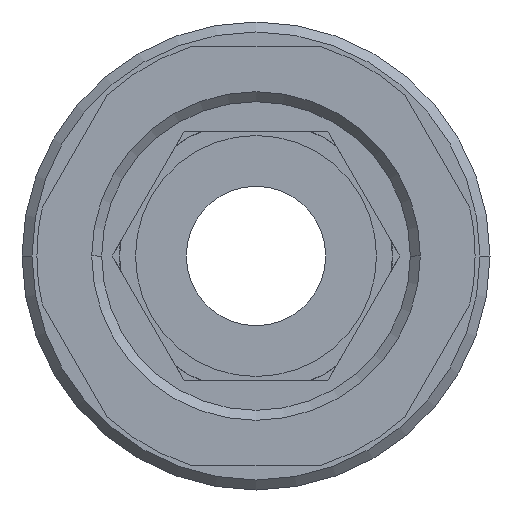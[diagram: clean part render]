
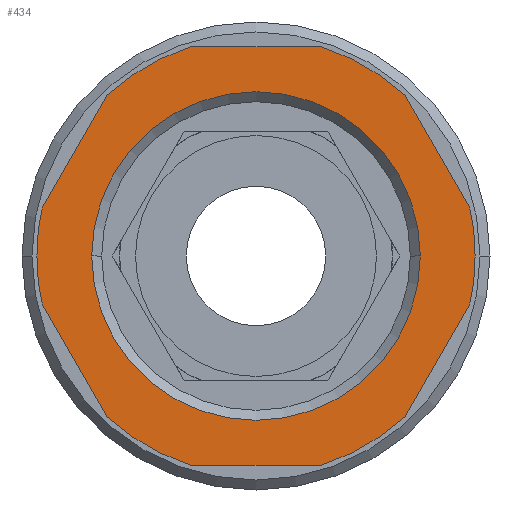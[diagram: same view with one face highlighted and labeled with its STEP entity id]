
A CAD part, front view. The second image highlights one B-rep face of the part: STEP entity #434.
In plain terms, the highlighted planar face has unit normal (0, -1, 0).
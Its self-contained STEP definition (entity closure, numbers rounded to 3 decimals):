
#434=ADVANCED_FACE('',(#909,#910),#911,.T.);
#909=FACE_BOUND('',#1410,.T.);
#910=FACE_OUTER_BOUND('',#1411,.T.);
#911=PLANE('',#1412);
#1410=EDGE_LOOP('',(#2543,#2544));
#1411=EDGE_LOOP('',(#2545,#2546,#2547,#2548,#2549,#2550,#2551,#2552,#2553,#2554,#2555,#2556,#2557,#2558));
#1412=AXIS2_PLACEMENT_3D('',#2559,#2560,#2561);
#2543=ORIENTED_EDGE('',*,*,#3009,.T.);
#2544=ORIENTED_EDGE('',*,*,#3117,.T.);
#2545=ORIENTED_EDGE('',*,*,#3000,.T.);
#2546=ORIENTED_EDGE('',*,*,#3268,.F.);
#2547=ORIENTED_EDGE('',*,*,#3014,.T.);
#2548=ORIENTED_EDGE('',*,*,#3269,.F.);
#2549=ORIENTED_EDGE('',*,*,#2961,.T.);
#2550=ORIENTED_EDGE('',*,*,#3157,.F.);
#2551=ORIENTED_EDGE('',*,*,#2958,.F.);
#2552=ORIENTED_EDGE('',*,*,#3230,.T.);
#2553=ORIENTED_EDGE('',*,*,#3190,.F.);
#2554=ORIENTED_EDGE('',*,*,#3270,.T.);
#2555=ORIENTED_EDGE('',*,*,#3271,.F.);
#2556=ORIENTED_EDGE('',*,*,#3264,.T.);
#2557=ORIENTED_EDGE('',*,*,#2830,.F.);
#2558=ORIENTED_EDGE('',*,*,#3137,.F.);
#2559=CARTESIAN_POINT('',(5.5,0.0,0.0));
#2560=DIRECTION('',(-0.0,-1.0,-0.0));
#2561=DIRECTION('',(-1.0,0.0,0.0));
#2830=EDGE_CURVE('',#3334,#3336,#3337,.T.);
#2958=EDGE_CURVE('',#3555,#3553,#3557,.T.);
#2961=EDGE_CURVE('',#3561,#3559,#3562,.T.);
#3000=EDGE_CURVE('',#3622,#3620,#3623,.T.);
#3009=EDGE_CURVE('',#3633,#3631,#3634,.T.);
#3014=EDGE_CURVE('',#3640,#3638,#3641,.T.);
#3117=EDGE_CURVE('',#3631,#3633,#3789,.T.);
#3137=EDGE_CURVE('',#3622,#3334,#3815,.T.);
#3157=EDGE_CURVE('',#3553,#3559,#3838,.T.);
#3190=EDGE_CURVE('',#3877,#3875,#3879,.T.);
#3230=EDGE_CURVE('',#3555,#3875,#3924,.T.);
#3264=EDGE_CURVE('',#3958,#3336,#3959,.T.);
#3268=EDGE_CURVE('',#3640,#3620,#3963,.T.);
#3269=EDGE_CURVE('',#3561,#3638,#3964,.T.);
#3270=EDGE_CURVE('',#3877,#3965,#3966,.T.);
#3271=EDGE_CURVE('',#3958,#3965,#3967,.T.);
#3334=VERTEX_POINT('',#4034);
#3336=VERTEX_POINT('',#4037);
#3337=CIRCLE('',#4038,11.0);
#3553=VERTEX_POINT('',#4319);
#3555=VERTEX_POINT('',#4322);
#3557=CIRCLE('',#4325,11.0);
#3559=VERTEX_POINT('',#4327);
#3561=VERTEX_POINT('',#4330);
#3562=LINE('',#4331,#4332);
#3620=VERTEX_POINT('',#4498);
#3622=VERTEX_POINT('',#4501);
#3623=LINE('',#4502,#4503);
#3631=VERTEX_POINT('',#4514);
#3633=VERTEX_POINT('',#4517);
#3634=CIRCLE('',#4518,8.25);
#3638=VERTEX_POINT('',#4523);
#3640=VERTEX_POINT('',#4526);
#3641=LINE('',#4527,#4528);
#3789=CIRCLE('',#4724,8.25);
#3815=CIRCLE('',#4822,11.0);
#3838=CIRCLE('',#4850,11.0);
#3875=VERTEX_POINT('',#4939);
#3877=VERTEX_POINT('',#4942);
#3879=CIRCLE('',#4945,11.0);
#3924=LINE('',#5000,#5001);
#3958=VERTEX_POINT('',#5048);
#3959=LINE('',#5049,#5050);
#3963=CIRCLE('',#5055,11.0);
#3964=CIRCLE('',#5056,11.0);
#3965=VERTEX_POINT('',#5057);
#3966=LINE('',#5058,#5059);
#3967=CIRCLE('',#5060,11.0);
#4034=CARTESIAN_POINT('',(-11.0,0.0,0.));
#4037=CARTESIAN_POINT('',(-10.733,0.0,2.411));
#4038=AXIS2_PLACEMENT_3D('',#5137,#5138,#5139);
#4319=CARTESIAN_POINT('',(11.0,0.0,0.));
#4322=CARTESIAN_POINT('',(10.733,0.0,2.411));
#4325=AXIS2_PLACEMENT_3D('',#5353,#5354,#5355);
#4327=CARTESIAN_POINT('',(10.733,0.0,-2.411));
#4330=CARTESIAN_POINT('',(7.454,0.0,-8.089));
#4331=CARTESIAN_POINT('',(9.781,0.0,-4.059));
#4332=VECTOR('',#5357,1.0);
#4498=CARTESIAN_POINT('',(-7.454,0.0,-8.089));
#4501=CARTESIAN_POINT('',(-10.733,0.0,-2.411));
#4502=CARTESIAN_POINT('',(-8.406,0.0,-6.441));
#4503=VECTOR('',#5398,1.0);
#4514=CARTESIAN_POINT('',(8.25,0.0,0.));
#4517=CARTESIAN_POINT('',(-8.25,0.0,0.));
#4518=AXIS2_PLACEMENT_3D('',#5409,#5410,#5411);
#4523=CARTESIAN_POINT('',(3.279,0.0,-10.5));
#4526=CARTESIAN_POINT('',(-3.279,0.0,-10.5));
#4527=CARTESIAN_POINT('',(2.75,0.0,-10.5));
#4528=VECTOR('',#5417,1.0);
#4724=AXIS2_PLACEMENT_3D('',#5582,#5583,#5584);
#4822=AXIS2_PLACEMENT_3D('',#5594,#5595,#5596);
#4850=AXIS2_PLACEMENT_3D('',#5620,#5621,#5622);
#4939=CARTESIAN_POINT('',(7.454,0.0,8.089));
#4942=CARTESIAN_POINT('',(3.279,0.0,10.5));
#4945=AXIS2_PLACEMENT_3D('',#5651,#5652,#5653);
#5000=CARTESIAN_POINT('',(9.781,0.0,4.059));
#5001=VECTOR('',#5709,1.0);
#5048=CARTESIAN_POINT('',(-7.454,0.0,8.089));
#5049=CARTESIAN_POINT('',(-8.406,0.0,6.441));
#5050=VECTOR('',#5732,1.0);
#5055=AXIS2_PLACEMENT_3D('',#5734,#5735,#5736);
#5056=AXIS2_PLACEMENT_3D('',#5737,#5738,#5739);
#5057=CARTESIAN_POINT('',(-3.279,0.0,10.5));
#5058=CARTESIAN_POINT('',(2.75,0.0,10.5));
#5059=VECTOR('',#5740,1.0);
#5060=AXIS2_PLACEMENT_3D('',#5741,#5742,#5743);
#5137=CARTESIAN_POINT('',(0.0,0.0,0.0));
#5138=DIRECTION('',(-0.0,1.0,0.0));
#5139=DIRECTION('',(1.0,0.0,0.0));
#5353=CARTESIAN_POINT('',(0.0,0.0,0.0));
#5354=DIRECTION('',(-0.0,1.0,0.0));
#5355=DIRECTION('',(1.0,0.0,0.0));
#5357=DIRECTION('',(0.5,-0.0,0.866));
#5398=DIRECTION('',(0.5,0.0,-0.866));
#5409=CARTESIAN_POINT('',(0.0,0.0,0.0));
#5410=DIRECTION('',(-0.0,1.0,0.0));
#5411=DIRECTION('',(1.0,0.0,0.0));
#5417=DIRECTION('',(1.0,-0.0,0.0));
#5582=CARTESIAN_POINT('',(0.0,0.0,0.0));
#5583=DIRECTION('',(-0.0,1.0,0.0));
#5584=DIRECTION('',(1.0,0.0,0.0));
#5594=CARTESIAN_POINT('',(0.0,0.0,0.0));
#5595=DIRECTION('',(-0.0,1.0,0.0));
#5596=DIRECTION('',(1.0,0.0,0.0));
#5620=CARTESIAN_POINT('',(0.0,0.0,0.0));
#5621=DIRECTION('',(-0.0,1.0,0.0));
#5622=DIRECTION('',(1.0,0.0,0.0));
#5651=CARTESIAN_POINT('',(0.0,0.0,0.0));
#5652=DIRECTION('',(-0.0,1.0,0.0));
#5653=DIRECTION('',(1.0,0.0,0.0));
#5709=DIRECTION('',(-0.5,0.0,0.866));
#5732=DIRECTION('',(-0.5,0.0,-0.866));
#5734=CARTESIAN_POINT('',(0.0,0.0,0.0));
#5735=DIRECTION('',(-0.0,1.0,0.0));
#5736=DIRECTION('',(1.0,0.0,0.0));
#5737=CARTESIAN_POINT('',(0.0,0.0,0.0));
#5738=DIRECTION('',(-0.0,1.0,0.0));
#5739=DIRECTION('',(1.0,0.0,0.0));
#5740=DIRECTION('',(-1.0,0.0,0.));
#5741=CARTESIAN_POINT('',(0.0,0.0,0.0));
#5742=DIRECTION('',(-0.0,1.0,0.0));
#5743=DIRECTION('',(1.0,0.0,0.0));
